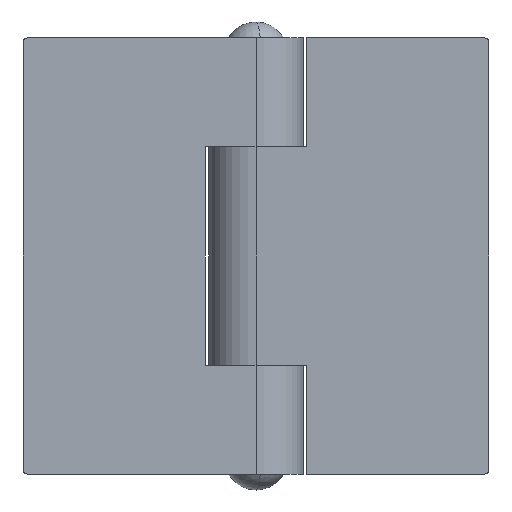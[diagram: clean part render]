
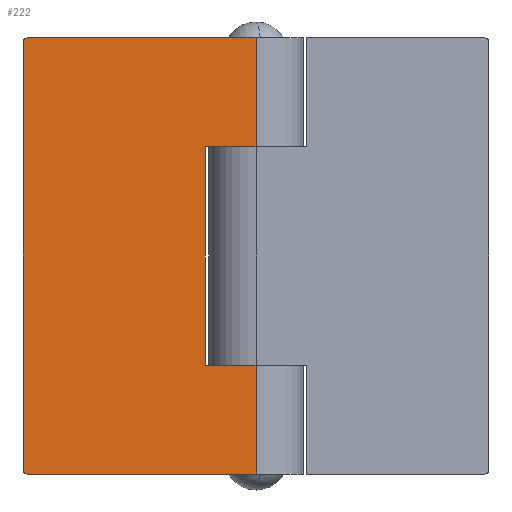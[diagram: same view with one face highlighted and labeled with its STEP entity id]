
A CAD part, front view. The second image highlights one B-rep face of the part: STEP entity #222.
In plain terms, the highlighted planar face has unit normal (0, -1, 0).
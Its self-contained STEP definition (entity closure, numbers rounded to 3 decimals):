
#156 = EDGE_CURVE ( 'NONE', #181, #406, #727, .T. ) ;
#181 = VERTEX_POINT ( 'NONE', #747 ) ;
#201 = EDGE_CURVE ( 'NONE', #422, #215, #773, .T. ) ;
#202 = ORIENTED_EDGE ( 'NONE', *, *, #214, .T. ) ;
#203 = ORIENTED_EDGE ( 'NONE', *, *, #204, .T. ) ;
#204 = EDGE_CURVE ( 'NONE', #216, #407, #768, .T. ) ;
#205 = ORIENTED_EDGE ( 'NONE', *, *, #404, .T. ) ;
#206 = ORIENTED_EDGE ( 'NONE', *, *, #156, .F. ) ;
#207 = ORIENTED_EDGE ( 'NONE', *, *, #208, .T. ) ;
#208 = EDGE_CURVE ( 'NONE', #181, #209, #826, .T. ) ;
#209 = VERTEX_POINT ( 'NONE', #822 ) ;
#210 = ORIENTED_EDGE ( 'NONE', *, *, #211, .T. ) ;
#211 = EDGE_CURVE ( 'NONE', #209, #212, #821, .T. ) ;
#212 = VERTEX_POINT ( 'NONE', #817 ) ;
#214 = EDGE_CURVE ( 'NONE', #215, #216, #816, .T. ) ;
#215 = VERTEX_POINT ( 'NONE', #812 ) ;
#216 = VERTEX_POINT ( 'NONE', #811 ) ;
#222 = ADVANCED_FACE ( 'NONE', ( #802 ), #801, .F. ) ;
#223 = EDGE_LOOP ( 'NONE', ( #224, #225, #202, #203, #205, #206, #207, #210, #269, #271 ) ) ;
#224 = ORIENTED_EDGE ( 'NONE', *, *, #419, .F. ) ;
#225 = ORIENTED_EDGE ( 'NONE', *, *, #201, .T. ) ;
#269 = ORIENTED_EDGE ( 'NONE', *, *, #270, .T. ) ;
#270 = EDGE_CURVE ( 'NONE', #212, #387, #880, .T. ) ;
#271 = ORIENTED_EDGE ( 'NONE', *, *, #386, .F. ) ;
#384 = VERTEX_POINT ( 'NONE', #1023 ) ;
#386 = EDGE_CURVE ( 'NONE', #384, #387, #1022, .T. ) ;
#387 = VERTEX_POINT ( 'NONE', #1082 ) ;
#404 = EDGE_CURVE ( 'NONE', #407, #406, #1111, .T. ) ;
#406 = VERTEX_POINT ( 'NONE', #1106 ) ;
#407 = VERTEX_POINT ( 'NONE', #1105 ) ;
#419 = EDGE_CURVE ( 'NONE', #422, #384, #1092, .T. ) ;
#422 = VERTEX_POINT ( 'NONE', #1148 ) ;
#724 = DIRECTION ( 'NONE',  ( 0., 0., -1. ) ) ;
#725 = VECTOR ( 'NONE', #724, 1000. ) ;
#726 = CARTESIAN_POINT ( 'NONE',  ( 0., -3.25, 15. ) ) ;
#727 = LINE ( 'NONE', #726, #725 ) ;
#747 = CARTESIAN_POINT ( 'NONE',  ( 0., -3.25, -7.5 ) ) ;
#764 = DIRECTION ( 'NONE',  ( -1., 0., 0. ) ) ;
#765 = DIRECTION ( 'NONE',  ( 0., -1., 0. ) ) ;
#766 = CARTESIAN_POINT ( 'NONE',  ( -15.75, -3.25, -14.75 ) ) ;
#767 = AXIS2_PLACEMENT_3D ( 'NONE', #766, #765, #764 ) ;
#768 = CIRCLE ( 'NONE', #767, 0.25 ) ;
#769 = DIRECTION ( 'NONE',  ( -1., 0., 0. ) ) ;
#770 = DIRECTION ( 'NONE',  ( 0., -1., 0. ) ) ;
#771 = CARTESIAN_POINT ( 'NONE',  ( -15.75, -3.25, 14.75 ) ) ;
#772 = AXIS2_PLACEMENT_3D ( 'NONE', #771, #770, #769 ) ;
#773 = CIRCLE ( 'NONE', #772, 0.25 ) ;
#797 = DIRECTION ( 'NONE',  ( -1., 0., 0. ) ) ;
#798 = DIRECTION ( 'NONE',  ( 0., 1., 0. ) ) ;
#799 = CARTESIAN_POINT ( 'NONE',  ( 0., -3.25, 15. ) ) ;
#800 = AXIS2_PLACEMENT_3D ( 'NONE', #799, #798, #797 ) ;
#801 = PLANE ( 'NONE',  #800 ) ;
#802 = FACE_OUTER_BOUND ( 'NONE', #223, .T. ) ;
#811 = CARTESIAN_POINT ( 'NONE',  ( -16., -3.25, -14.75 ) ) ;
#812 = CARTESIAN_POINT ( 'NONE',  ( -16., -3.25, 14.75 ) ) ;
#813 = DIRECTION ( 'NONE',  ( 0., 0., -1. ) ) ;
#814 = VECTOR ( 'NONE', #813, 1000. ) ;
#815 = CARTESIAN_POINT ( 'NONE',  ( -16., -3.25, 15. ) ) ;
#816 = LINE ( 'NONE', #815, #814 ) ;
#817 = CARTESIAN_POINT ( 'NONE',  ( -3.5, -3.25, 7.5 ) ) ;
#818 = DIRECTION ( 'NONE',  ( 0., 0., 1. ) ) ;
#819 = VECTOR ( 'NONE', #818, 1000. ) ;
#820 = CARTESIAN_POINT ( 'NONE',  ( -3.5, -3.25, 15. ) ) ;
#821 = LINE ( 'NONE', #820, #819 ) ;
#822 = CARTESIAN_POINT ( 'NONE',  ( -3.5, -3.25, -7.5 ) ) ;
#823 = DIRECTION ( 'NONE',  ( -1., 0., 0. ) ) ;
#824 = VECTOR ( 'NONE', #823, 1000. ) ;
#825 = CARTESIAN_POINT ( 'NONE',  ( 0., -3.25, -7.5 ) ) ;
#826 = LINE ( 'NONE', #825, #824 ) ;
#877 = DIRECTION ( 'NONE',  ( 1., 0., 0. ) ) ;
#878 = VECTOR ( 'NONE', #877, 1000. ) ;
#879 = CARTESIAN_POINT ( 'NONE',  ( 0., -3.25, 7.5 ) ) ;
#880 = LINE ( 'NONE', #879, #878 ) ;
#1020 = VECTOR ( 'NONE', #1083, 1000. ) ;
#1021 = CARTESIAN_POINT ( 'NONE',  ( 0., -3.25, 15. ) ) ;
#1022 = LINE ( 'NONE', #1021, #1020 ) ;
#1023 = CARTESIAN_POINT ( 'NONE',  ( 0., -3.25, 15. ) ) ;
#1082 = CARTESIAN_POINT ( 'NONE',  ( 0., -3.25, 7.5 ) ) ;
#1083 = DIRECTION ( 'NONE',  ( 0., 0., -1. ) ) ;
#1089 = DIRECTION ( 'NONE',  ( 1., 0., 0. ) ) ;
#1090 = VECTOR ( 'NONE', #1089, 1000. ) ;
#1091 = CARTESIAN_POINT ( 'NONE',  ( 0., -3.25, 15. ) ) ;
#1092 = LINE ( 'NONE', #1091, #1090 ) ;
#1105 = CARTESIAN_POINT ( 'NONE',  ( -15.75, -3.25, -15. ) ) ;
#1106 = CARTESIAN_POINT ( 'NONE',  ( 0., -3.25, -15. ) ) ;
#1108 = DIRECTION ( 'NONE',  ( 1., 0., 0. ) ) ;
#1109 = VECTOR ( 'NONE', #1108, 1000. ) ;
#1110 = CARTESIAN_POINT ( 'NONE',  ( 0., -3.25, -15. ) ) ;
#1111 = LINE ( 'NONE', #1110, #1109 ) ;
#1148 = CARTESIAN_POINT ( 'NONE',  ( -15.75, -3.25, 15. ) ) ;
